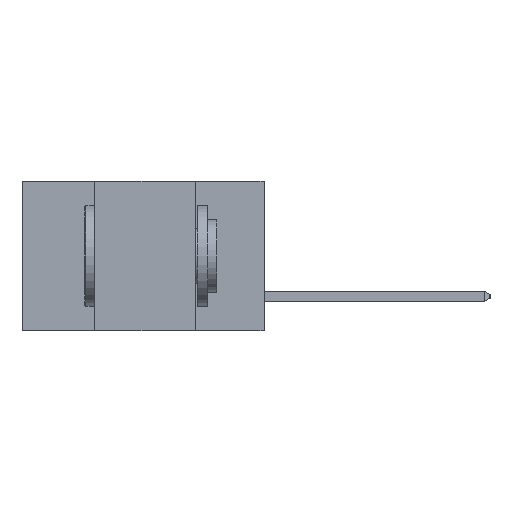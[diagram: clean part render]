
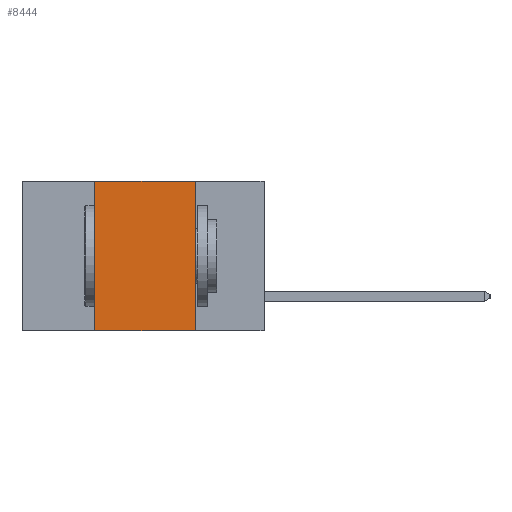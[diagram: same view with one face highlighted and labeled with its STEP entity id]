
A CAD part, left-side view. The second image highlights one B-rep face of the part: STEP entity #8444.
In plain terms, the highlighted planar face has unit normal (-1, 0, 0).
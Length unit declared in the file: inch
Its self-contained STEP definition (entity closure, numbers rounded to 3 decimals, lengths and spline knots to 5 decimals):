
#752 = DIRECTION ( 'NONE',  ( 0., -1., 0. ) ) ;
#863 = ORIENTED_EDGE ( 'NONE', *, *, #12585, .T. ) ;
#1239 = VERTEX_POINT ( 'NONE', #3901 ) ;
#1607 = EDGE_LOOP ( 'NONE', ( #6908, #5785, #9671, #863 ) ) ;
#1726 = DIRECTION ( 'NONE',  ( 0., -1., 0. ) ) ;
#2622 = LINE ( 'NONE', #12058, #11445 ) ;
#2761 = CARTESIAN_POINT ( 'NONE',  ( 0., 0.6, -0.37 ) ) ;
#3709 = CARTESIAN_POINT ( 'NONE',  ( 0., 0.42, -0.37 ) ) ;
#3901 = CARTESIAN_POINT ( 'NONE',  ( 0., 0.17, -0.37 ) ) ;
#4987 = CARTESIAN_POINT ( 'NONE',  ( 0., 0.17, 0. ) ) ;
#5045 = LINE ( 'NONE', #4987, #13897 ) ;
#5290 = EDGE_CURVE ( 'NONE', #10872, #11695, #5708, .T. ) ;
#5708 = LINE ( 'NONE', #8807, #11542 ) ;
#5781 = VECTOR ( 'NONE', #752, 39.37008 ) ;
#5785 = ORIENTED_EDGE ( 'NONE', *, *, #11733, .F. ) ;
#6161 = DIRECTION ( 'NONE',  ( 0., 0., -1. ) ) ;
#6908 = ORIENTED_EDGE ( 'NONE', *, *, #13054, .F. ) ;
#7349 = CARTESIAN_POINT ( 'NONE',  ( 0., 0.42, 0. ) ) ;
#7476 = VERTEX_POINT ( 'NONE', #11212 ) ;
#8444 = ADVANCED_FACE ( 'NONE', ( #13037 ), #8861, .F. ) ;
#8567 = CARTESIAN_POINT ( 'NONE',  ( 0., 0.6, 0. ) ) ;
#8615 = DIRECTION ( 'NONE',  ( 0., 0., -1. ) ) ;
#8634 = DIRECTION ( 'NONE',  ( 1., 0., 0. ) ) ;
#8776 = AXIS2_PLACEMENT_3D ( 'NONE', #8567, #8634, #8615 ) ;
#8807 = CARTESIAN_POINT ( 'NONE',  ( 0., 0.42, 0. ) ) ;
#8861 = PLANE ( 'NONE',  #8776 ) ;
#9671 = ORIENTED_EDGE ( 'NONE', *, *, #5290, .F. ) ;
#10872 = VERTEX_POINT ( 'NONE', #3709 ) ;
#11212 = CARTESIAN_POINT ( 'NONE',  ( 0., 0.17, 0. ) ) ;
#11445 = VECTOR ( 'NONE', #1726, 39.37008 ) ;
#11521 = DIRECTION ( 'NONE',  ( 0., 0., 1. ) ) ;
#11542 = VECTOR ( 'NONE', #11521, 39.37008 ) ;
#11695 = VERTEX_POINT ( 'NONE', #7349 ) ;
#11733 = EDGE_CURVE ( 'NONE', #11695, #7476, #2622, .T. ) ;
#12058 = CARTESIAN_POINT ( 'NONE',  ( 0., 0.6, 0. ) ) ;
#12352 = LINE ( 'NONE', #2761, #5781 ) ;
#12585 = EDGE_CURVE ( 'NONE', #10872, #1239, #12352, .T. ) ;
#13037 = FACE_OUTER_BOUND ( 'NONE', #1607, .T. ) ;
#13054 = EDGE_CURVE ( 'NONE', #7476, #1239, #5045, .T. ) ;
#13897 = VECTOR ( 'NONE', #6161, 39.37008 ) ;
